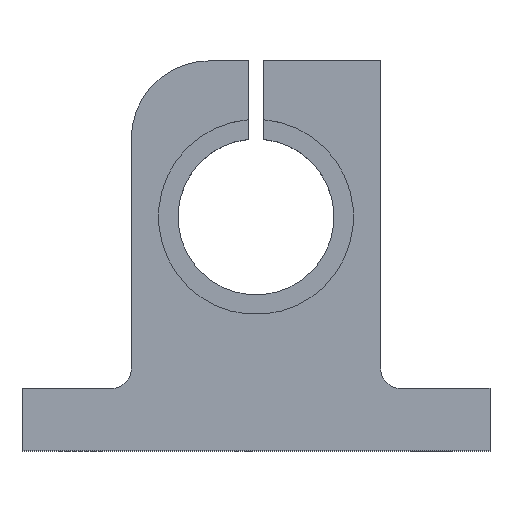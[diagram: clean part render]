
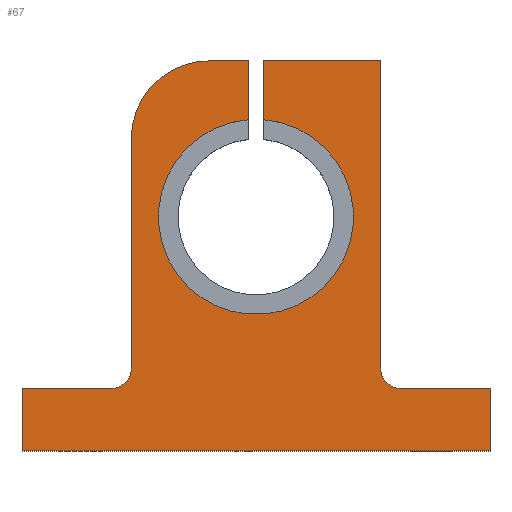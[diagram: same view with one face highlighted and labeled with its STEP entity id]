
A CAD part, top view. The second image highlights one B-rep face of the part: STEP entity #67.
In plain terms, the highlighted planar face has unit normal (0, 0, 1).
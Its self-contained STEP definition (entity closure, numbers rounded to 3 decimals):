
#67 = ADVANCED_FACE( '', ( #140 ), #141, .T. );
#140 = FACE_OUTER_BOUND( '', #222, .T. );
#141 = PLANE( '', #223 );
#222 = EDGE_LOOP( '', ( #363, #364, #365, #366, #367, #368, #369, #370, #371, #372, #373, #374, #375, #376, #377 ) );
#223 = AXIS2_PLACEMENT_3D( '', #378, #379, #380 );
#363 = ORIENTED_EDGE( '', *, *, #532, .T. );
#364 = ORIENTED_EDGE( '', *, *, #516, .T. );
#365 = ORIENTED_EDGE( '', *, *, #527, .T. );
#366 = ORIENTED_EDGE( '', *, *, #522, .T. );
#367 = ORIENTED_EDGE( '', *, *, #484, .T. );
#368 = ORIENTED_EDGE( '', *, *, #498, .T. );
#369 = ORIENTED_EDGE( '', *, *, #533, .F. );
#370 = ORIENTED_EDGE( '', *, *, #534, .T. );
#371 = ORIENTED_EDGE( '', *, *, #535, .T. );
#372 = ORIENTED_EDGE( '', *, *, #536, .T. );
#373 = ORIENTED_EDGE( '', *, *, #537, .T. );
#374 = ORIENTED_EDGE( '', *, *, #538, .T. );
#375 = ORIENTED_EDGE( '', *, *, #539, .F. );
#376 = ORIENTED_EDGE( '', *, *, #540, .T. );
#377 = ORIENTED_EDGE( '', *, *, #519, .T. );
#378 = CARTESIAN_POINT( '', ( 18.5, 10.5, 20. ) );
#379 = DIRECTION( '', ( 0., 0., 1. ) );
#380 = DIRECTION( '', ( 1., 0., 0. ) );
#484 = EDGE_CURVE( '', #571, #569, #572, .T. );
#498 = EDGE_CURVE( '', #569, #592, #594, .T. );
#516 = EDGE_CURVE( '', #622, #624, #626, .F. );
#519 = EDGE_CURVE( '', #630, #628, #631, .T. );
#522 = EDGE_CURVE( '', #634, #571, #635, .T. );
#527 = EDGE_CURVE( '', #624, #634, #641, .T. );
#532 = EDGE_CURVE( '', #628, #622, #647, .T. );
#533 = EDGE_CURVE( '', #648, #592, #649, .T. );
#534 = EDGE_CURVE( '', #648, #650, #651, .T. );
#535 = EDGE_CURVE( '', #650, #652, #653, .T. );
#536 = EDGE_CURVE( '', #652, #654, #655, .T. );
#537 = EDGE_CURVE( '', #654, #656, #657, .T. );
#538 = EDGE_CURVE( '', #656, #658, #659, .T. );
#539 = EDGE_CURVE( '', #660, #658, #661, .T. );
#540 = EDGE_CURVE( '', #660, #630, #662, .T. );
#569 = VERTEX_POINT( '', #695 );
#571 = VERTEX_POINT( '', #698 );
#572 = CIRCLE( '', #699, 10. );
#592 = VERTEX_POINT( '', #725 );
#594 = LINE( '', #728, #729 );
#622 = VERTEX_POINT( '', #767 );
#624 = VERTEX_POINT( '', #770 );
#626 = CIRCLE( '', #773, 12.5 );
#628 = VERTEX_POINT( '', #775 );
#630 = VERTEX_POINT( '', #778 );
#631 = LINE( '', #779, #780 );
#634 = VERTEX_POINT( '', #784 );
#635 = LINE( '', #785, #786 );
#641 = LINE( '', #795, #796 );
#647 = LINE( '', #803, #804 );
#648 = VERTEX_POINT( '', #805 );
#649 = CIRCLE( '', #806, 2.5 );
#650 = VERTEX_POINT( '', #807 );
#651 = LINE( '', #808, #809 );
#652 = VERTEX_POINT( '', #810 );
#653 = LINE( '', #811, #812 );
#654 = VERTEX_POINT( '', #813 );
#655 = LINE( '', #814, #815 );
#656 = VERTEX_POINT( '', #816 );
#657 = LINE( '', #817, #818 );
#658 = VERTEX_POINT( '', #819 );
#659 = LINE( '', #820, #821 );
#660 = VERTEX_POINT( '', #822 );
#661 = CIRCLE( '', #823, 2.5 );
#662 = LINE( '', #824, #825 );
#695 = CARTESIAN_POINT( '', ( -16., 40., 20. ) );
#698 = CARTESIAN_POINT( '', ( -6., 50., 20. ) );
#699 = AXIS2_PLACEMENT_3D( '', #866, #867, #868 );
#725 = CARTESIAN_POINT( '', ( -16., 10.5, 20. ) );
#728 = CARTESIAN_POINT( '', ( -16., 40., 20. ) );
#729 = VECTOR( '', #885, 1000. );
#767 = CARTESIAN_POINT( '', ( 1., 42.46, 20. ) );
#770 = CARTESIAN_POINT( '', ( -1., 42.46, 20. ) );
#773 = AXIS2_PLACEMENT_3D( '', #907, #908, #909 );
#775 = CARTESIAN_POINT( '', ( 1., 50., 20. ) );
#778 = CARTESIAN_POINT( '', ( 16., 50., 20. ) );
#779 = CARTESIAN_POINT( '', ( 16., 50., 20. ) );
#780 = VECTOR( '', #911, 1000. );
#784 = CARTESIAN_POINT( '', ( -1., 50., 20. ) );
#785 = CARTESIAN_POINT( '', ( -1., 50., 20. ) );
#786 = VECTOR( '', #913, 1000. );
#795 = CARTESIAN_POINT( '', ( -1., 30., 20. ) );
#796 = VECTOR( '', #917, 1000. );
#803 = CARTESIAN_POINT( '', ( 1., 50., 20. ) );
#804 = VECTOR( '', #922, 1000. );
#805 = CARTESIAN_POINT( '', ( -18.5, 8., 20. ) );
#806 = AXIS2_PLACEMENT_3D( '', #923, #924, #925 );
#807 = CARTESIAN_POINT( '', ( -30., 8., 20. ) );
#808 = CARTESIAN_POINT( '', ( -18.5, 8., 20. ) );
#809 = VECTOR( '', #926, 1000. );
#810 = CARTESIAN_POINT( '', ( -30., 0., 20. ) );
#811 = CARTESIAN_POINT( '', ( -30., 8., 20. ) );
#812 = VECTOR( '', #927, 1000. );
#813 = CARTESIAN_POINT( '', ( 30., 0., 20. ) );
#814 = CARTESIAN_POINT( '', ( -30., 0., 20. ) );
#815 = VECTOR( '', #928, 1000. );
#816 = CARTESIAN_POINT( '', ( 30., 8., 20. ) );
#817 = CARTESIAN_POINT( '', ( 30., 0., 20. ) );
#818 = VECTOR( '', #929, 1000. );
#819 = CARTESIAN_POINT( '', ( 18.5, 8., 20. ) );
#820 = CARTESIAN_POINT( '', ( 30., 8., 20. ) );
#821 = VECTOR( '', #930, 1000. );
#822 = CARTESIAN_POINT( '', ( 16., 10.5, 20. ) );
#823 = AXIS2_PLACEMENT_3D( '', #931, #932, #933 );
#824 = CARTESIAN_POINT( '', ( 16., 10.5, 20. ) );
#825 = VECTOR( '', #934, 1000. );
#866 = CARTESIAN_POINT( '', ( -6., 40., 20. ) );
#867 = DIRECTION( '', ( 0., 0., 1. ) );
#868 = DIRECTION( '', ( 1., 0., 0. ) );
#885 = DIRECTION( '', ( 0., -1., 0. ) );
#907 = CARTESIAN_POINT( '', ( 0., 30., 20. ) );
#908 = DIRECTION( '', ( 0., 0., 1. ) );
#909 = DIRECTION( '', ( 1., 0., 0. ) );
#911 = DIRECTION( '', ( -1., 0., 0. ) );
#913 = DIRECTION( '', ( -1., 0., 0. ) );
#917 = DIRECTION( '', ( 0., 1., 0. ) );
#922 = DIRECTION( '', ( 0., -1., 0. ) );
#923 = CARTESIAN_POINT( '', ( -18.5, 10.5, 20. ) );
#924 = DIRECTION( '', ( 0., 0., 1. ) );
#925 = DIRECTION( '', ( 1., 0., 0. ) );
#926 = DIRECTION( '', ( -1., 0., 0. ) );
#927 = DIRECTION( '', ( 0., -1., 0. ) );
#928 = DIRECTION( '', ( 1., 0., 0. ) );
#929 = DIRECTION( '', ( 0., 1., 0. ) );
#930 = DIRECTION( '', ( -1., 0., 0. ) );
#931 = CARTESIAN_POINT( '', ( 18.5, 10.5, 20. ) );
#932 = DIRECTION( '', ( 0., 0., 1. ) );
#933 = DIRECTION( '', ( 1., 0., 0. ) );
#934 = DIRECTION( '', ( 0., 1., 0. ) );
